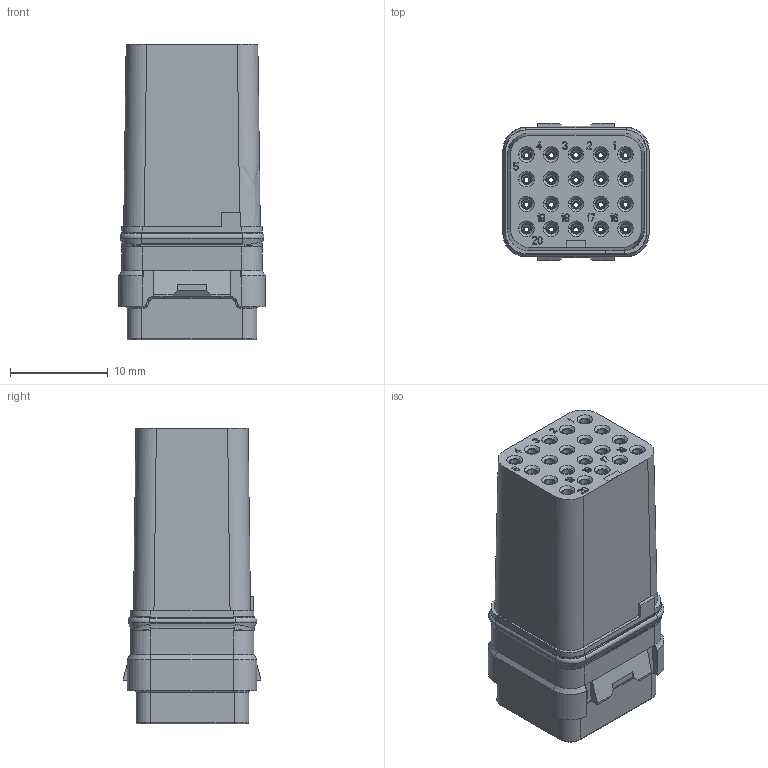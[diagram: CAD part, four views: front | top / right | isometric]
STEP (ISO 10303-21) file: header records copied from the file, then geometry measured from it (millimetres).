
FILE_DESCRIPTION((''),'2;1');
FILE_NAME('SIM3E2022SN','2020-07-15T',('presta_be4'),(''),'CREO PARAMETRIC BY PTC INC, 2018360','CREO PARAMETRIC BY PTC INC, 2018360','');
FILE_SCHEMA(('CONFIG_CONTROL_DESIGN'));
Products named in the file (1): SIM3E2022SN
Bounding box: 15 x 14.1 x 30.33 mm (x, y, z)
Volume: 3709.5 mm3; surface area: 5816.8 mm2
Topology: 1 solids, 1 shells, 4118 faces, 10018 edges, 6026 vertices
Faces by surface type: plane 1510, cylinder 722, bspline 680, torus 592, cone 494, sphere 120
Entity records: 153013 total; most frequent: CARTESIAN_POINT 60481, ORIENTED_EDGE 20036, DIRECTION 18628, EDGE_CURVE 10018, AXIS2_PLACEMENT_3D 7040, VERTEX_POINT 6026, VECTOR 4548, LINE 4548
